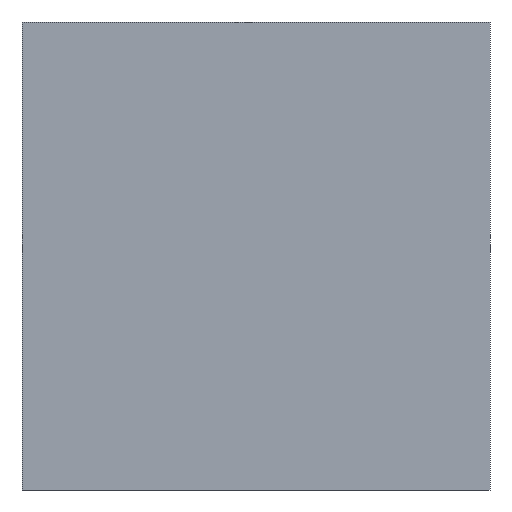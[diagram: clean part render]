
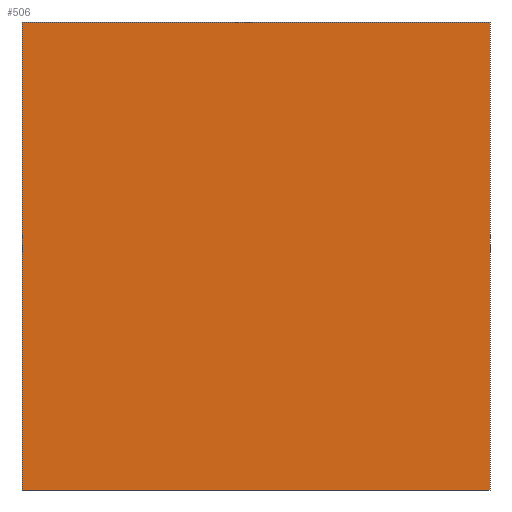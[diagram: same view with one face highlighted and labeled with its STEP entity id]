
A CAD part, front view. The second image highlights one B-rep face of the part: STEP entity #506.
In plain terms, the highlighted planar face has unit normal (0, -1, 0).
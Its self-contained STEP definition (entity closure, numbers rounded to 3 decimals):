
#35=FACE_OUTER_BOUND('',#59,.T.);
#59=EDGE_LOOP('',(#412,#413,#414,#415));
#88=LINE('',#728,#154);
#125=LINE('',#801,#191);
#126=LINE('',#803,#192);
#127=LINE('',#804,#193);
#154=VECTOR('',#598,10.);
#191=VECTOR('',#663,10.);
#192=VECTOR('',#666,10.);
#193=VECTOR('',#667,10.);
#214=VERTEX_POINT('',#725);
#215=VERTEX_POINT('',#727);
#236=VERTEX_POINT('',#797);
#237=VERTEX_POINT('',#799);
#264=EDGE_CURVE('',#214,#215,#88,.T.);
#301=EDGE_CURVE('',#236,#237,#125,.T.);
#302=EDGE_CURVE('',#214,#236,#126,.T.);
#303=EDGE_CURVE('',#215,#237,#127,.T.);
#412=ORIENTED_EDGE('',*,*,#302,.T.);
#413=ORIENTED_EDGE('',*,*,#301,.T.);
#414=ORIENTED_EDGE('',*,*,#303,.F.);
#415=ORIENTED_EDGE('',*,*,#264,.F.);
#457=PLANE('',#553);
#506=ADVANCED_FACE('',(#35),#457,.T.);
#553=AXIS2_PLACEMENT_3D('',#802,#664,#665);
#598=DIRECTION('',(0.,0.,1.));
#663=DIRECTION('',(0.,0.,1.));
#664=DIRECTION('center_axis',(0.,-1.,0.));
#665=DIRECTION('ref_axis',(1.,0.,0.));
#666=DIRECTION('',(1.,0.,0.));
#667=DIRECTION('',(1.,0.,0.));
#725=CARTESIAN_POINT('',(0.,0.,0.));
#727=CARTESIAN_POINT('',(0.,0.,50.));
#728=CARTESIAN_POINT('',(0.,0.,0.));
#797=CARTESIAN_POINT('',(50.,0.,0.));
#799=CARTESIAN_POINT('',(50.,0.,50.));
#801=CARTESIAN_POINT('',(50.,0.,0.));
#802=CARTESIAN_POINT('Origin',(0.,0.,0.));
#803=CARTESIAN_POINT('',(0.,0.,0.));
#804=CARTESIAN_POINT('',(0.,0.,50.));
